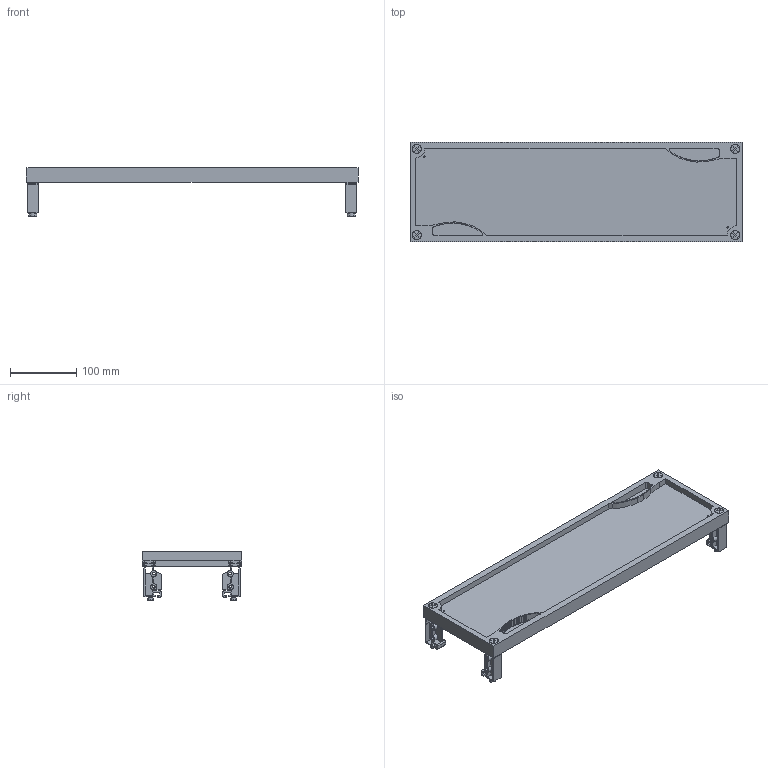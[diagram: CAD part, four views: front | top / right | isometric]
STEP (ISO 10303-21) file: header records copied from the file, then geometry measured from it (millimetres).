
FILE_DESCRIPTION(('STEP AP214'),'1');
FILE_NAME('cctmp_B898B11E-9241-4FB9-8299-6EE8BC930C31_2023_07_22_14_34_36_0741..stp','2023-07-22T12:34:37',('SIEMENS A&D'),('CADClick - www.CADClick.com'),'Spatial InterOp 3D postprocessed',' ','unknown authorization');
FILE_SCHEMA(('AUTOMOTIVE_DESIGN'));
Length unit declared in the file: millimetre
Products named in the file (10): cc_unnamed; 2023_07_22_14_34_36_0704; 2023_07_22_14_34_36_0700; 2023_07_22_14_34_36_0696; 2023_07_22_14_34_36_0692; 2023_07_22_14_34_36_0688; 2023_07_22_14_34_36_0684; 2023_07_22_14_34_36_0680; 2023_07_22_14_34_36_0676; 2023_07_22_14_34_36_0672
Assembly tree (9 placements, depth 2):
  cc_unnamed
    2023_07_22_14_34_36_0704
    2023_07_22_14_34_36_0700
    2023_07_22_14_34_36_0696
    2023_07_22_14_34_36_0692
    2023_07_22_14_34_36_0688
    2023_07_22_14_34_36_0684
    2023_07_22_14_34_36_0680
    2023_07_22_14_34_36_0676
    2023_07_22_14_34_36_0672
Bounding box: 500 x 150 x 74.23 mm (x, y, z)
Volume: 554206.1 mm3; surface area: 243642.6 mm2
Topology: 9 solids, 9 shells, 752 faces, 2076 edges, 1364 vertices
Faces by surface type: plane 514, cylinder 214, torus 16, cone 8
Entity records: 27064 total; most frequent: CARTESIAN_POINT 4742, ORIENTED_EDGE 4184, DIRECTION 4160, EDGE_CURVE 2092, LINE 1428, VECTOR 1428, VERTEX_POINT 1380, AXIS2_PLACEMENT_3D 1366
